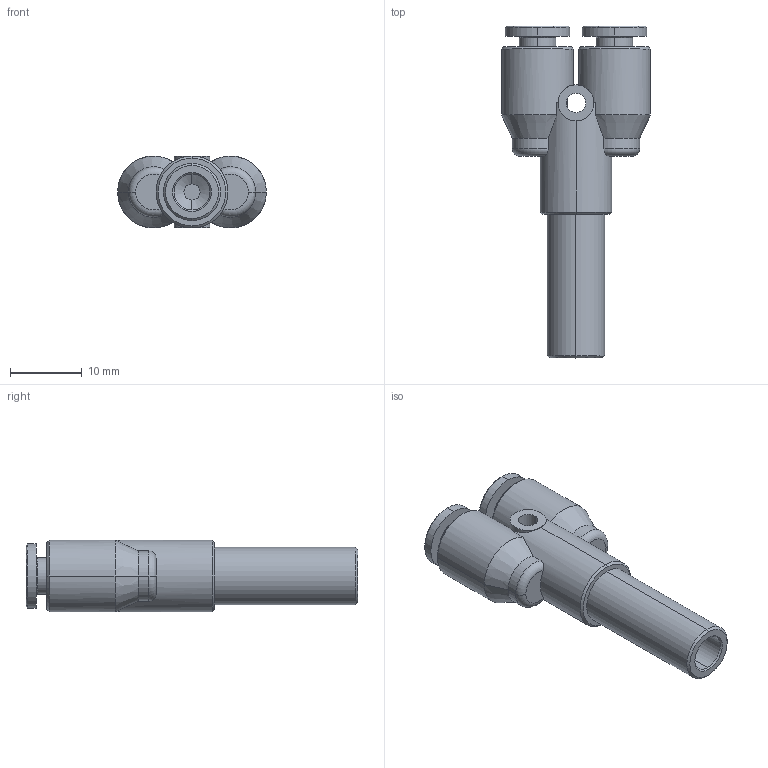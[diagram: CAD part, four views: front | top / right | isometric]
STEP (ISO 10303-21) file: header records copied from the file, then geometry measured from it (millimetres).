
FILE_DESCRIPTION (( 'STEP AP203' ), '1' );
FILE_NAME ('B0201040.STEP', '2012-08-24T15:06:39', ( '' ), ( 'sopra-pneumatic' ), 'SwSTEP 2.0', 'SolidWorks 2011', '' );
FILE_SCHEMA (( 'CONFIG_CONTROL_DESIGN' ));
Length unit declared in the file: millimetre
Products named in the file (1): B0201040
Bounding box: 20.7 x 46.2 x 10 mm (x, y, z)
Volume: 3304.4 mm3; surface area: 3087.6 mm2
Topology: 1 solids, 1 shells, 105 faces, 252 edges, 154 vertices
Faces by surface type: cylinder 43, plane 30, cone 28, torus 4
Entity records: 3325 total; most frequent: CARTESIAN_POINT 732, DIRECTION 568, ORIENTED_EDGE 504, EDGE_CURVE 252, AXIS2_PLACEMENT_3D 228, VERTEX_POINT 154, CIRCLE 122, EDGE_LOOP 116
